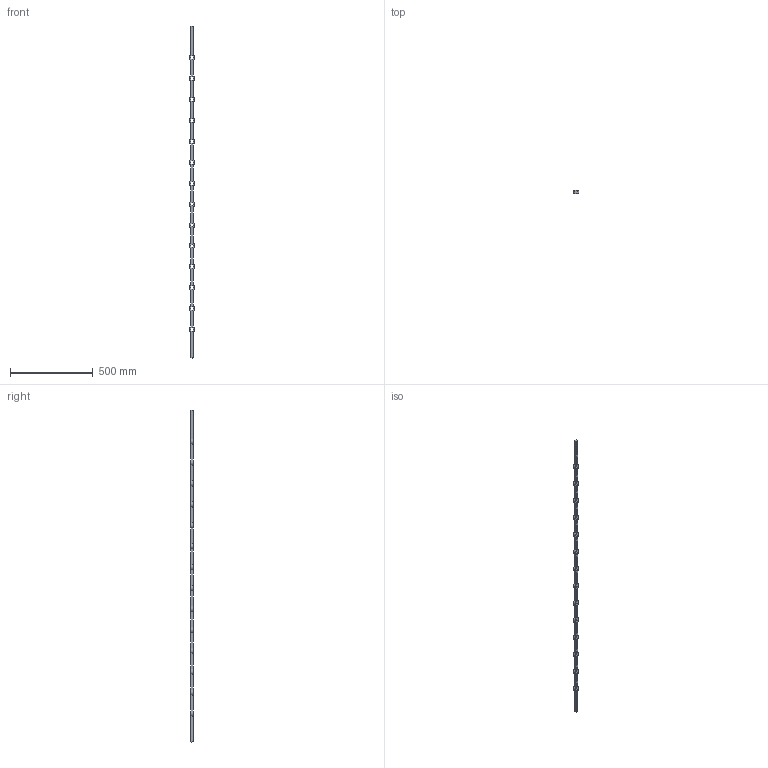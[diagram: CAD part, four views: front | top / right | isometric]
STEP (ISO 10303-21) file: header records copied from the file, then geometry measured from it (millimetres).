
FILE_DESCRIPTION (( 'STEP AP203' ), '1' );
FILE_NAME ('42-A-14.step', '2022-05-03T06:28:46', ( '' ), ( '' ), 'SwSTEP 2.0', 'SolidWorks 2018', '' );
FILE_SCHEMA (( 'CONFIG_CONTROL_DESIGN' ));
Length unit declared in the file: millimetre
Products named in the file (1): 42-A-14
Bounding box: 34.88 x 16 x 2000 mm (x, y, z)
Volume: 549245.9 mm3; surface area: 150754 mm2
Topology: 1 solids, 1 shells, 347 faces, 969 edges, 646 vertices
Faces by surface type: plane 245, bspline 74, cylinder 28
Entity records: 14200 total; most frequent: CARTESIAN_POINT 5589, ORIENTED_EDGE 1938, DIRECTION 1425, EDGE_CURVE 969, VECTOR 765, LINE 765, VERTEX_POINT 646, EDGE_LOOP 397
